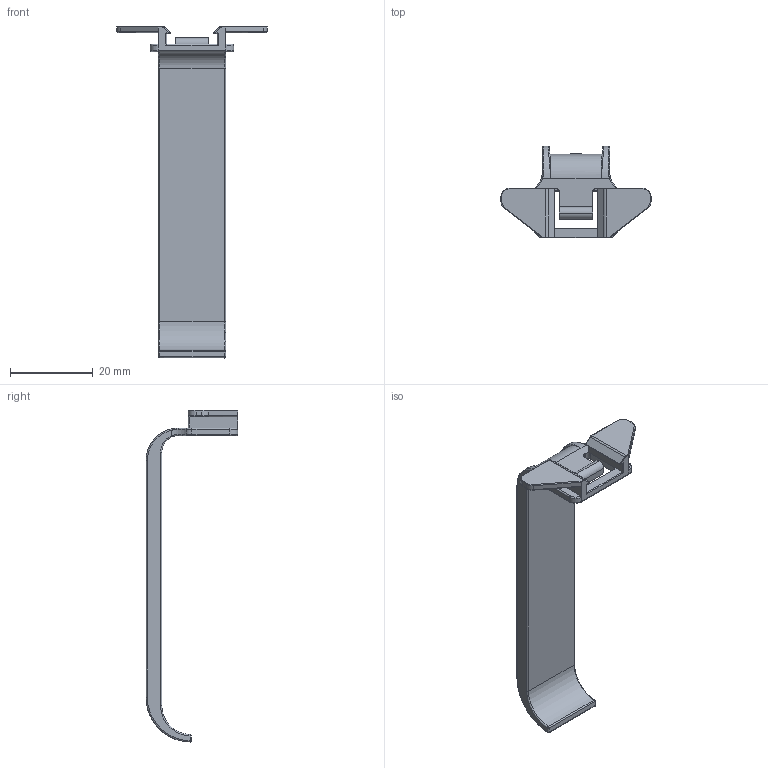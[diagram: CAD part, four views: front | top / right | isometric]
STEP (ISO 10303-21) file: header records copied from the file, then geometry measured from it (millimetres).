
FILE_DESCRIPTION (( 'STEP AP203' ), '1' );
FILE_NAME ('CABLE RETAINER B80 T1 REV.A2.STEP', '2013-11-22T07:58:02', ( 'User' ), ( 'DKC' ), 'SwSTEP 2.0', 'SolidWorks 2012', '' );
FILE_SCHEMA (( 'CONFIG_CONTROL_DESIGN' ));
Length unit declared in the file: millimetre
Products named in the file (1): CABLE RETAINER B80 T1 REV.A2
Bounding box: 36.2 x 22.16 x 80.09 mm (x, y, z)
Volume: 3731.7 mm3; surface area: 4700.5 mm2
Topology: 1 solids, 1 shells, 256 faces, 639 edges, 387 vertices
Faces by surface type: plane 87, cylinder 68, bspline 58, torus 32, cone 6, sphere 5
Entity records: 8098 total; most frequent: CARTESIAN_POINT 2379, ORIENTED_EDGE 1262, DIRECTION 1045, EDGE_CURVE 631, VERTEX_POINT 385, AXIS2_PLACEMENT_3D 359, VECTOR 327, LINE 327
